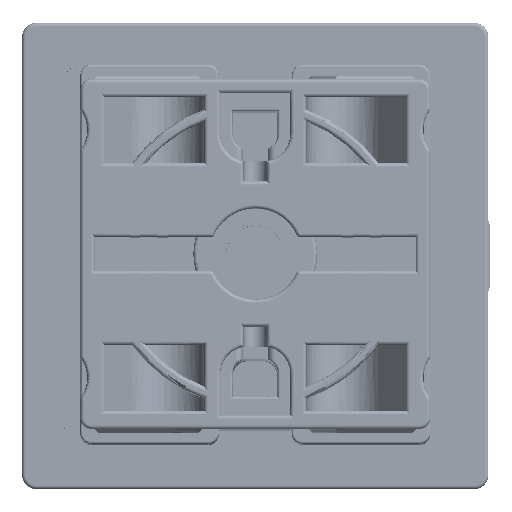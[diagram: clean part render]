
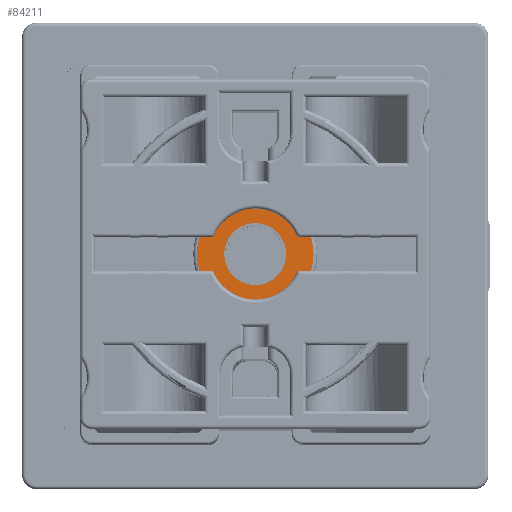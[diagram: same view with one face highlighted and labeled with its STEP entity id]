
A CAD part, top view. The second image highlights one B-rep face of the part: STEP entity #84211.
In plain terms, the highlighted planar face has unit normal (0, 0, 1).
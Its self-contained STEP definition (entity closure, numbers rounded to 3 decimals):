
#7515 = CARTESIAN_POINT ( 'NONE',  ( 4.25, 0., 4.2 ) ) ;
#7531 = CARTESIAN_POINT ( 'NONE',  ( -4.25, 0., 4.2 ) ) ;
#7632 = CARTESIAN_POINT ( 'NONE',  ( 5.687, 2.593, 4.2 ) ) ;
#7633 = CARTESIAN_POINT ( 'NONE',  ( -5.687, 2.593, 4.2 ) ) ;
#7634 = CARTESIAN_POINT ( 'NONE',  ( -6.142, 2.3, 4.2 ) ) ;
#7635 = CARTESIAN_POINT ( 'NONE',  ( -6.142, -2.3, 4.2 ) ) ;
#7636 = CARTESIAN_POINT ( 'NONE',  ( 5.687, -2.593, 4.2 ) ) ;
#7637 = CARTESIAN_POINT ( 'NONE',  ( -7.662, -2.3, 4.2 ) ) ;
#7639 = CARTESIAN_POINT ( 'NONE',  ( -7.662, 2.3, 4.2 ) ) ;
#7640 = CARTESIAN_POINT ( 'NONE',  ( -5.687, -2.593, 4.2 ) ) ;
#7642 = CARTESIAN_POINT ( 'NONE',  ( 7.662, 2.3, 4.2 ) ) ;
#7643 = CARTESIAN_POINT ( 'NONE',  ( 6.142, 2.3, 4.2 ) ) ;
#7644 = CARTESIAN_POINT ( 'NONE',  ( 6.142, -2.3, 4.2 ) ) ;
#7645 = CARTESIAN_POINT ( 'NONE',  ( 7.662, -2.3, 4.2 ) ) ;
#12701 = EDGE_CURVE ( 'NONE', #33530, #33546, #71959, .T. ) ;
#13049 = EDGE_CURVE ( 'NONE', #33647, #33648, #72854, .T. ) ;
#13056 = EDGE_CURVE ( 'NONE', #33654, #33652, #72871, .T. ) ;
#13057 = EDGE_CURVE ( 'NONE', #33650, #33652, #72877, .T. ) ;
#13060 = EDGE_CURVE ( 'NONE', #33655, #33650, #72870, .T. ) ;
#13061 = EDGE_CURVE ( 'NONE', #33651, #33655, #72879, .T. ) ;
#13063 = EDGE_CURVE ( 'NONE', #33651, #33659, #72886, .T. ) ;
#13066 = EDGE_CURVE ( 'NONE', #33659, #33660, #72891, .T. ) ;
#13068 = EDGE_CURVE ( 'NONE', #33657, #33660, #72893, .T. ) ;
#13069 = EDGE_CURVE ( 'NONE', #33658, #33657, #72888, .T. ) ;
#13071 = EDGE_CURVE ( 'NONE', #33647, #33658, #72899, .T. ) ;
#13073 = EDGE_CURVE ( 'NONE', #33648, #33649, #72906, .T. ) ;
#13075 = EDGE_CURVE ( 'NONE', #33649, #33654, #72909, .T. ) ;
#16728 = AXIS2_PLACEMENT_3D ( 'NONE', #56486, #56506, #56508 ) ;
#22830 = ORIENTED_EDGE ( 'NONE', *, *, #40907, .F. ) ;
#22831 = ORIENTED_EDGE ( 'NONE', *, *, #12701, .F. ) ;
#22833 = ORIENTED_EDGE ( 'NONE', *, *, #13056, .T. ) ;
#22835 = ORIENTED_EDGE ( 'NONE', *, *, #13057, .F. ) ;
#22836 = ORIENTED_EDGE ( 'NONE', *, *, #13060, .F. ) ;
#22838 = ORIENTED_EDGE ( 'NONE', *, *, #13061, .F. ) ;
#22839 = ORIENTED_EDGE ( 'NONE', *, *, #13063, .T. ) ;
#22840 = ORIENTED_EDGE ( 'NONE', *, *, #13066, .T. ) ;
#22842 = ORIENTED_EDGE ( 'NONE', *, *, #13068, .F. ) ;
#22843 = ORIENTED_EDGE ( 'NONE', *, *, #13069, .F. ) ;
#22844 = ORIENTED_EDGE ( 'NONE', *, *, #13071, .F. ) ;
#22845 = ORIENTED_EDGE ( 'NONE', *, *, #13049, .T. ) ;
#22847 = ORIENTED_EDGE ( 'NONE', *, *, #13073, .T. ) ;
#22849 = ORIENTED_EDGE ( 'NONE', *, *, #13075, .T. ) ;
#30853 = AXIS2_PLACEMENT_3D ( 'NONE', #58910, #58911, #58912 ) ;
#33065 = EDGE_LOOP ( 'NONE', ( #22830, #22831 ) ) ;
#33067 = EDGE_LOOP ( 'NONE', ( #22833, #22835, #22836, #22838, #22839, #22840, #22842, #22843, #22844, #22845, #22847, #22849 ) ) ;
#33530 = VERTEX_POINT ( 'NONE', #7515 ) ;
#33546 = VERTEX_POINT ( 'NONE', #7531 ) ;
#33647 = VERTEX_POINT ( 'NONE', #7632 ) ;
#33648 = VERTEX_POINT ( 'NONE', #7633 ) ;
#33649 = VERTEX_POINT ( 'NONE', #7634 ) ;
#33650 = VERTEX_POINT ( 'NONE', #7635 ) ;
#33651 = VERTEX_POINT ( 'NONE', #7636 ) ;
#33652 = VERTEX_POINT ( 'NONE', #7637 ) ;
#33654 = VERTEX_POINT ( 'NONE', #7639 ) ;
#33655 = VERTEX_POINT ( 'NONE', #7640 ) ;
#33657 = VERTEX_POINT ( 'NONE', #7642 ) ;
#33658 = VERTEX_POINT ( 'NONE', #7643 ) ;
#33659 = VERTEX_POINT ( 'NONE', #7644 ) ;
#33660 = VERTEX_POINT ( 'NONE', #7645 ) ;
#38980 = AXIS2_PLACEMENT_3D ( 'NONE', #43371, #43373, #43375 ) ;
#39029 = AXIS2_PLACEMENT_3D ( 'NONE', #74999, #75000, #75001 ) ;
#39031 = AXIS2_PLACEMENT_3D ( 'NONE', #75009, #75010, #75011 ) ;
#39032 = AXIS2_PLACEMENT_3D ( 'NONE', #75013, #75014, #75015 ) ;
#39033 = AXIS2_PLACEMENT_3D ( 'NONE', #75017, #75018, #75019 ) ;
#39034 = AXIS2_PLACEMENT_3D ( 'NONE', #75021, #75022, #75023 ) ;
#39035 = AXIS2_PLACEMENT_3D ( 'NONE', #75025, #75026, #75027 ) ;
#39036 = AXIS2_PLACEMENT_3D ( 'NONE', #75030, #75031, #75032 ) ;
#39037 = AXIS2_PLACEMENT_3D ( 'NONE', #75035, #75036, #75037 ) ;
#40907 = EDGE_CURVE ( 'NONE', #33546, #33530, #57956, .T. ) ;
#43371 = CARTESIAN_POINT ( 'NONE',  ( 0., 0., 4.2 ) ) ;
#43373 = DIRECTION ( 'NONE',  ( 0., 0., 1. ) ) ;
#43375 = DIRECTION ( 'NONE',  ( 1., 0., 0. ) ) ;
#54697 = FACE_BOUND ( 'NONE', #33065, .T. ) ;
#54703 = FACE_OUTER_BOUND ( 'NONE', #33067, .T. ) ;
#56486 = CARTESIAN_POINT ( 'NONE',  ( 0., 0., 4.2 ) ) ;
#56502 = PLANE ( 'NONE',  #16728 ) ;
#56506 = DIRECTION ( 'NONE',  ( 0., 0., 1. ) ) ;
#56508 = DIRECTION ( 'NONE',  ( 1., 0., 0. ) ) ;
#57956 = CIRCLE ( 'NONE', #30853, 4.25 ) ;
#58910 = CARTESIAN_POINT ( 'NONE',  ( 0., 0., 4.2 ) ) ;
#58911 = DIRECTION ( 'NONE',  ( 0., 0., 1. ) ) ;
#58912 = DIRECTION ( 'NONE',  ( 1., 0., 0. ) ) ;
#71959 = CIRCLE ( 'NONE', #38980, 4.25 ) ;
#72854 = CIRCLE ( 'NONE', #39029, 6.25 ) ;
#72870 = CIRCLE ( 'NONE', #39032, 0.5 ) ;
#72871 = CIRCLE ( 'NONE', #39031, 8. ) ;
#72877 = LINE ( 'NONE', #75003, #72883 ) ;
#72879 = CIRCLE ( 'NONE', #39033, 6.25 ) ;
#72883 = VECTOR ( 'NONE', #75004, 1000. ) ;
#72886 = CIRCLE ( 'NONE', #39034, 0.5 ) ;
#72888 = LINE ( 'NONE', #75024, #72904 ) ;
#72891 = LINE ( 'NONE', #75012, #72896 ) ;
#72893 = CIRCLE ( 'NONE', #39035, 8. ) ;
#72896 = VECTOR ( 'NONE', #75016, 1000. ) ;
#72899 = CIRCLE ( 'NONE', #39036, 0.5 ) ;
#72904 = VECTOR ( 'NONE', #75020, 1000. ) ;
#72906 = CIRCLE ( 'NONE', #39037, 0.5 ) ;
#72909 = LINE ( 'NONE', #75028, #72913 ) ;
#72913 = VECTOR ( 'NONE', #75029, 1000. ) ;
#74999 = CARTESIAN_POINT ( 'NONE',  ( 0., 0., 4.2 ) ) ;
#75000 = DIRECTION ( 'NONE',  ( 0., 0., 1. ) ) ;
#75001 = DIRECTION ( 'NONE',  ( 1., 0., 0. ) ) ;
#75003 = CARTESIAN_POINT ( 'NONE',  ( -12.099, -2.3, 4.2 ) ) ;
#75004 = DIRECTION ( 'NONE',  ( -1., 0., 0. ) ) ;
#75009 = CARTESIAN_POINT ( 'NONE',  ( 0., 0., 4.2 ) ) ;
#75010 = DIRECTION ( 'NONE',  ( 0., 0., 1. ) ) ;
#75011 = DIRECTION ( 'NONE',  ( 1., 0., 0. ) ) ;
#75012 = CARTESIAN_POINT ( 'NONE',  ( 12.099, -2.3, 4.2 ) ) ;
#75013 = CARTESIAN_POINT ( 'NONE',  ( -6.142, -2.8, 4.2 ) ) ;
#75014 = DIRECTION ( 'NONE',  ( 0., 0., 1. ) ) ;
#75015 = DIRECTION ( 'NONE',  ( 1., 0., 0. ) ) ;
#75016 = DIRECTION ( 'NONE',  ( 1., 0., 0. ) ) ;
#75017 = CARTESIAN_POINT ( 'NONE',  ( 0., 0., 4.2 ) ) ;
#75018 = DIRECTION ( 'NONE',  ( 0., 0., -1. ) ) ;
#75019 = DIRECTION ( 'NONE',  ( 1., 0., 0. ) ) ;
#75020 = DIRECTION ( 'NONE',  ( 1., 0., 0. ) ) ;
#75021 = CARTESIAN_POINT ( 'NONE',  ( 6.142, -2.8, 4.2 ) ) ;
#75022 = DIRECTION ( 'NONE',  ( 0., 0., -1. ) ) ;
#75023 = DIRECTION ( 'NONE',  ( -1., 0., 0. ) ) ;
#75024 = CARTESIAN_POINT ( 'NONE',  ( 12.099, 2.3, 4.2 ) ) ;
#75025 = CARTESIAN_POINT ( 'NONE',  ( 0., 0., 4.2 ) ) ;
#75026 = DIRECTION ( 'NONE',  ( 0., 0., -1. ) ) ;
#75027 = DIRECTION ( 'NONE',  ( -1., 0., 0. ) ) ;
#75028 = CARTESIAN_POINT ( 'NONE',  ( -12.099, 2.3, 4.2 ) ) ;
#75029 = DIRECTION ( 'NONE',  ( -1., 0., 0. ) ) ;
#75030 = CARTESIAN_POINT ( 'NONE',  ( 6.142, 2.8, 4.2 ) ) ;
#75031 = DIRECTION ( 'NONE',  ( 0., 0., 1. ) ) ;
#75032 = DIRECTION ( 'NONE',  ( -1., 0., 0. ) ) ;
#75035 = CARTESIAN_POINT ( 'NONE',  ( -6.142, 2.8, 4.2 ) ) ;
#75036 = DIRECTION ( 'NONE',  ( 0., 0., -1. ) ) ;
#75037 = DIRECTION ( 'NONE',  ( 1., 0., 0. ) ) ;
#84211 = ADVANCED_FACE ( 'NONE', ( #54697, #54703 ), #56502, .T. ) ;
